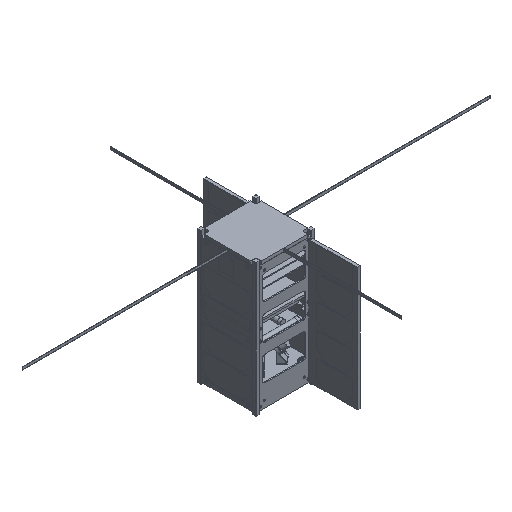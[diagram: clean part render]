
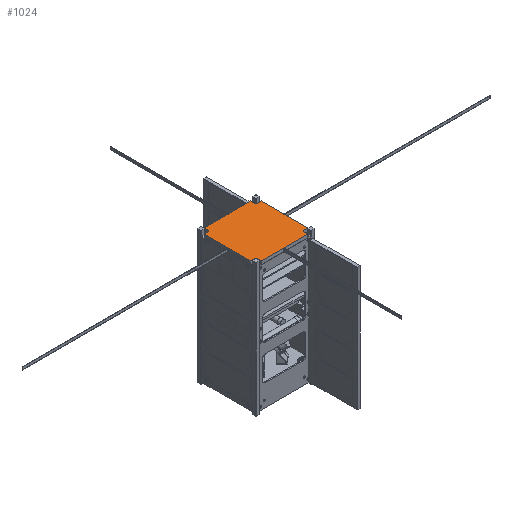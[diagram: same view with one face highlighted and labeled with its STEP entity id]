
A CAD part, isometric view. The second image highlights one B-rep face of the part: STEP entity #1024.
In plain terms, the highlighted planar face has unit normal (0, 0, 1).
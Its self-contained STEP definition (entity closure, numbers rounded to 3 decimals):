
#625 = VERTEX_POINT ( 'NONE', #42690 ) ;
#1024 = ADVANCED_FACE ( 'NONE', ( #13550 ), #30029, .F. ) ;
#1063 = CARTESIAN_POINT ( 'NONE',  ( 49., -39.5, 110.2 ) ) ;
#1905 = DIRECTION ( 'NONE',  ( 1., 0., 0. ) ) ;
#2564 = VERTEX_POINT ( 'NONE', #35992 ) ;
#2794 = EDGE_CURVE ( 'NONE', #26482, #20413, #43649, .T. ) ;
#2915 = EDGE_CURVE ( 'NONE', #21248, #34192, #16395, .T. ) ;
#3115 = DIRECTION ( 'NONE',  ( 0., 1., 0. ) ) ;
#3932 = CARTESIAN_POINT ( 'NONE',  ( -39.5, 49., 110.2 ) ) ;
#4306 = EDGE_CURVE ( 'NONE', #21248, #18446, #38169, .T. ) ;
#4536 = VERTEX_POINT ( 'NONE', #33709 ) ;
#5205 = LINE ( 'NONE', #36889, #32964 ) ;
#5325 = EDGE_CURVE ( 'NONE', #10997, #34192, #31341, .T. ) ;
#7179 = ORIENTED_EDGE ( 'NONE', *, *, #24179, .F. ) ;
#7755 = CARTESIAN_POINT ( 'NONE',  ( -49., -39.5, 110.2 ) ) ;
#9038 = ORIENTED_EDGE ( 'NONE', *, *, #43066, .F. ) ;
#9071 = AXIS2_PLACEMENT_3D ( 'NONE', #19300, #30678, #38167 ) ;
#9085 = DIRECTION ( 'NONE',  ( 0., 1., 0. ) ) ;
#9835 = CARTESIAN_POINT ( 'NONE',  ( 49., 39.5, 110.2 ) ) ;
#9932 = ORIENTED_EDGE ( 'NONE', *, *, #5325, .F. ) ;
#9955 = DIRECTION ( 'NONE',  ( 0., 0., -1. ) ) ;
#10282 = DIRECTION ( 'NONE',  ( 0., 1., 0. ) ) ;
#10997 = VERTEX_POINT ( 'NONE', #12934 ) ;
#11153 = EDGE_CURVE ( 'NONE', #2564, #40764, #5205, .T. ) ;
#11313 = CARTESIAN_POINT ( 'NONE',  ( -41.5, 41.5, 110.2 ) ) ;
#11565 = ORIENTED_EDGE ( 'NONE', *, *, #2794, .F. ) ;
#11733 = DIRECTION ( 'NONE',  ( 0., -1., 0. ) ) ;
#11754 = CARTESIAN_POINT ( 'NONE',  ( -41.5, -41.5, 110.2 ) ) ;
#12057 = CARTESIAN_POINT ( 'NONE',  ( 49., 39.5, 110.2 ) ) ;
#12705 = VECTOR ( 'NONE', #47045, 1000. ) ;
#12934 = CARTESIAN_POINT ( 'NONE',  ( -39.5, -49., 110.2 ) ) ;
#12962 = ORIENTED_EDGE ( 'NONE', *, *, #47213, .F. ) ;
#13550 = FACE_OUTER_BOUND ( 'NONE', #17477, .T. ) ;
#13759 = ORIENTED_EDGE ( 'NONE', *, *, #2915, .T. ) ;
#13932 = CIRCLE ( 'NONE', #9071, 2. ) ;
#15089 = DIRECTION ( 'NONE',  ( 0., 0., -1. ) ) ;
#15987 = DIRECTION ( 'NONE',  ( 0., 1., 0. ) ) ;
#16054 = CARTESIAN_POINT ( 'NONE',  ( 41.5, 39.5, 110.2 ) ) ;
#16342 = VERTEX_POINT ( 'NONE', #16759 ) ;
#16395 = CIRCLE ( 'NONE', #33393, 2. ) ;
#16759 = CARTESIAN_POINT ( 'NONE',  ( 41.5, -39.5, 110.2 ) ) ;
#17387 = CARTESIAN_POINT ( 'NONE',  ( 41.5, 41.5, 110.2 ) ) ;
#17477 = EDGE_LOOP ( 'NONE', ( #9038, #40221, #13759, #9932, #22367, #7179, #39703, #12962, #33690, #42698, #26626, #45473, #30554, #11565, #17772, #21893 ) ) ;
#17772 = ORIENTED_EDGE ( 'NONE', *, *, #31123, .T. ) ;
#18446 = VERTEX_POINT ( 'NONE', #7755 ) ;
#18857 = DIRECTION ( 'NONE',  ( 0., 1., 0. ) ) ;
#19044 = DIRECTION ( 'NONE',  ( 1., 0., 0. ) ) ;
#19300 = CARTESIAN_POINT ( 'NONE',  ( 41.5, -41.5, 110.2 ) ) ;
#19808 = CIRCLE ( 'NONE', #23252, 2. ) ;
#20081 = LINE ( 'NONE', #32208, #38419 ) ;
#20100 = DIRECTION ( 'NONE',  ( 0., -1., 0. ) ) ;
#20400 = CARTESIAN_POINT ( 'NONE',  ( -39.5, -49., 110.2 ) ) ;
#20413 = VERTEX_POINT ( 'NONE', #3932 ) ;
#20421 = CARTESIAN_POINT ( 'NONE',  ( 39.5, -39.5, 110.2 ) ) ;
#20481 = CARTESIAN_POINT ( 'NONE',  ( -39.5, -49., 110.2 ) ) ;
#21197 = CARTESIAN_POINT ( 'NONE',  ( -39.5, -39.5, 110.2 ) ) ;
#21248 = VERTEX_POINT ( 'NONE', #23059 ) ;
#21705 = VECTOR ( 'NONE', #10282, 1000. ) ;
#21893 = ORIENTED_EDGE ( 'NONE', *, *, #29679, .F. ) ;
#22367 = ORIENTED_EDGE ( 'NONE', *, *, #27460, .F. ) ;
#22523 = CIRCLE ( 'NONE', #46272, 2. ) ;
#23059 = CARTESIAN_POINT ( 'NONE',  ( -41.5, -39.5, 110.2 ) ) ;
#23061 = LINE ( 'NONE', #20400, #28989 ) ;
#23252 = AXIS2_PLACEMENT_3D ( 'NONE', #11313, #15089, #41749 ) ;
#23509 = VECTOR ( 'NONE', #20100, 1000. ) ;
#23910 = LINE ( 'NONE', #12057, #47641 ) ;
#24003 = CARTESIAN_POINT ( 'NONE',  ( 39.5, 41.5, 110.2 ) ) ;
#24179 = EDGE_CURVE ( 'NONE', #4536, #625, #38344, .T. ) ;
#24573 = LINE ( 'NONE', #43577, #43573 ) ;
#25149 = EDGE_CURVE ( 'NONE', #44980, #37347, #23910, .T. ) ;
#26482 = VERTEX_POINT ( 'NONE', #28128 ) ;
#26549 = EDGE_CURVE ( 'NONE', #45408, #40764, #22523, .T. ) ;
#26626 = ORIENTED_EDGE ( 'NONE', *, *, #26549, .T. ) ;
#27460 = EDGE_CURVE ( 'NONE', #625, #10997, #23061, .T. ) ;
#27865 = LINE ( 'NONE', #47639, #46290 ) ;
#28128 = CARTESIAN_POINT ( 'NONE',  ( -39.5, 41.5, 110.2 ) ) ;
#28450 = DIRECTION ( 'NONE',  ( 0., 1., 0. ) ) ;
#28989 = VECTOR ( 'NONE', #43755, 1000. ) ;
#29576 = AXIS2_PLACEMENT_3D ( 'NONE', #33970, #37642, #3115 ) ;
#29679 = EDGE_CURVE ( 'NONE', #32877, #47626, #24573, .T. ) ;
#30029 = PLANE ( 'NONE',  #29576 ) ;
#30554 = ORIENTED_EDGE ( 'NONE', *, *, #38277, .F. ) ;
#30678 = DIRECTION ( 'NONE',  ( 0., 0., -1. ) ) ;
#31084 = CARTESIAN_POINT ( 'NONE',  ( -39.5, -41.5, 110.2 ) ) ;
#31123 = EDGE_CURVE ( 'NONE', #26482, #47626, #19808, .T. ) ;
#31341 = LINE ( 'NONE', #20481, #43838 ) ;
#32208 = CARTESIAN_POINT ( 'NONE',  ( -39.5, 49., 110.2 ) ) ;
#32877 = VERTEX_POINT ( 'NONE', #37835 ) ;
#32964 = VECTOR ( 'NONE', #33236, 1000. ) ;
#32993 = EDGE_CURVE ( 'NONE', #4536, #16342, #13932, .T. ) ;
#33236 = DIRECTION ( 'NONE',  ( 0., -1., 0. ) ) ;
#33244 = CARTESIAN_POINT ( 'NONE',  ( 49., -39.5, 110.2 ) ) ;
#33393 = AXIS2_PLACEMENT_3D ( 'NONE', #11754, #42018, #18857 ) ;
#33526 = VECTOR ( 'NONE', #19044, 1000. ) ;
#33690 = ORIENTED_EDGE ( 'NONE', *, *, #25149, .F. ) ;
#33709 = CARTESIAN_POINT ( 'NONE',  ( 39.5, -41.5, 110.2 ) ) ;
#33894 = CARTESIAN_POINT ( 'NONE',  ( 39.5, 39.5, 110.2 ) ) ;
#33970 = CARTESIAN_POINT ( 'NONE',  ( -47.642, 49., 110.2 ) ) ;
#34192 = VERTEX_POINT ( 'NONE', #31084 ) ;
#34346 = LINE ( 'NONE', #33244, #46859 ) ;
#35992 = CARTESIAN_POINT ( 'NONE',  ( 39.5, 49., 110.2 ) ) ;
#36022 = DIRECTION ( 'NONE',  ( 1., 0., 0. ) ) ;
#36889 = CARTESIAN_POINT ( 'NONE',  ( 39.5, 49., 110.2 ) ) ;
#37056 = DIRECTION ( 'NONE',  ( -1., 0., 0. ) ) ;
#37347 = VERTEX_POINT ( 'NONE', #1063 ) ;
#37378 = CARTESIAN_POINT ( 'NONE',  ( -39.5, 39.5, 110.2 ) ) ;
#37642 = DIRECTION ( 'NONE',  ( 0., 0., -1. ) ) ;
#37835 = CARTESIAN_POINT ( 'NONE',  ( -49., 39.5, 110.2 ) ) ;
#38167 = DIRECTION ( 'NONE',  ( 0., 1., 0. ) ) ;
#38169 = LINE ( 'NONE', #21197, #12705 ) ;
#38277 = EDGE_CURVE ( 'NONE', #20413, #2564, #20081, .T. ) ;
#38344 = LINE ( 'NONE', #20421, #23509 ) ;
#38419 = VECTOR ( 'NONE', #36022, 1000. ) ;
#39668 = EDGE_CURVE ( 'NONE', #45408, #44980, #40093, .T. ) ;
#39703 = ORIENTED_EDGE ( 'NONE', *, *, #32993, .T. ) ;
#40093 = LINE ( 'NONE', #33894, #33526 ) ;
#40221 = ORIENTED_EDGE ( 'NONE', *, *, #4306, .F. ) ;
#40764 = VERTEX_POINT ( 'NONE', #24003 ) ;
#41749 = DIRECTION ( 'NONE',  ( 0., 1., 0. ) ) ;
#42018 = DIRECTION ( 'NONE',  ( 0., 0., -1. ) ) ;
#42690 = CARTESIAN_POINT ( 'NONE',  ( 39.5, -49., 110.2 ) ) ;
#42698 = ORIENTED_EDGE ( 'NONE', *, *, #39668, .F. ) ;
#43066 = EDGE_CURVE ( 'NONE', #18446, #32877, #27865, .T. ) ;
#43573 = VECTOR ( 'NONE', #1905, 1000. ) ;
#43577 = CARTESIAN_POINT ( 'NONE',  ( -49., 39.5, 110.2 ) ) ;
#43649 = LINE ( 'NONE', #37378, #21705 ) ;
#43755 = DIRECTION ( 'NONE',  ( -1., 0., 0. ) ) ;
#43838 = VECTOR ( 'NONE', #9085, 1000. ) ;
#43854 = CARTESIAN_POINT ( 'NONE',  ( -41.5, 39.5, 110.2 ) ) ;
#44980 = VERTEX_POINT ( 'NONE', #9835 ) ;
#45408 = VERTEX_POINT ( 'NONE', #16054 ) ;
#45473 = ORIENTED_EDGE ( 'NONE', *, *, #11153, .F. ) ;
#46272 = AXIS2_PLACEMENT_3D ( 'NONE', #17387, #9955, #28450 ) ;
#46290 = VECTOR ( 'NONE', #15987, 1000. ) ;
#46859 = VECTOR ( 'NONE', #37056, 1000. ) ;
#47045 = DIRECTION ( 'NONE',  ( -1., 0., 0. ) ) ;
#47213 = EDGE_CURVE ( 'NONE', #37347, #16342, #34346, .T. ) ;
#47626 = VERTEX_POINT ( 'NONE', #43854 ) ;
#47639 = CARTESIAN_POINT ( 'NONE',  ( -49., 39.5, 110.2 ) ) ;
#47641 = VECTOR ( 'NONE', #11733, 1000. ) ;
